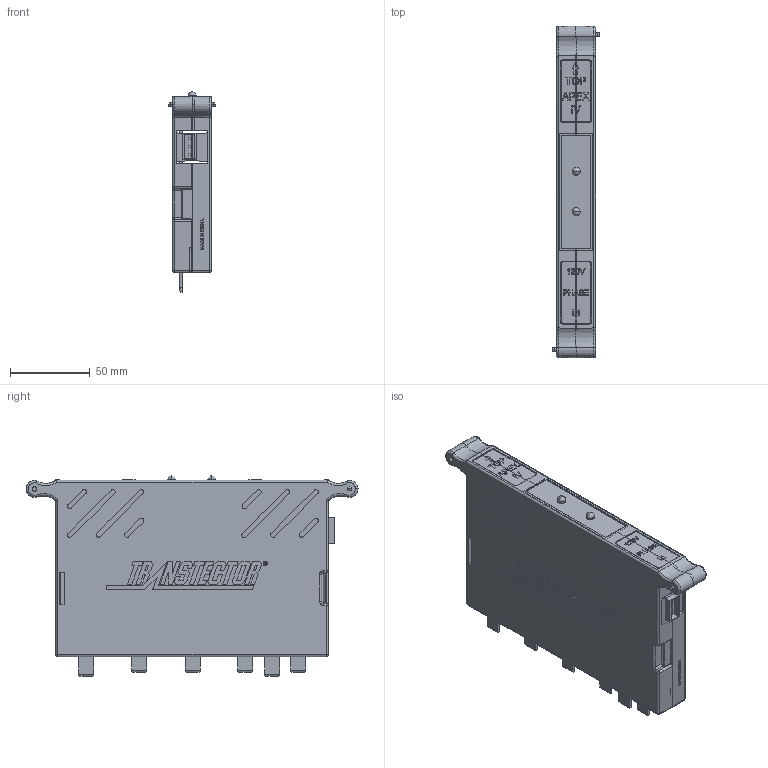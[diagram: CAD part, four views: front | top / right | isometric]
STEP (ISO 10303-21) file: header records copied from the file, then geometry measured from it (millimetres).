
FILE_DESCRIPTION (( 'STEP AP214' ), '1' );
FILE_NAME ('1000-783-41-E.STEP', '2019-01-03T17:04:36', ( '' ), ( '' ), 'SwSTEP 2.0', 'SolidWorks 2018', '' );
FILE_SCHEMA (( 'AUTOMOTIVE_DESIGN' ));
Length unit declared in the file: inch
Products named in the file (11): yelled; greenled; 2200-222; 2003-759-4; 2500-160; E001-024; 2001-123; ledassy; 1000-783-41-E; 2003-759
Assembly tree (11 placements, depth 3):
  1000-783-41-E
    2001-123  x2
    ledassy
      E001-024
      yelled
      greenled
    2200-222
      2200-222
      2500-160
    2003-759-4
    2003-759
Bounding box: 29.72 x 208.75 x 125.89 mm (x, y, z)
Volume: 148634.3 mm3; surface area: 146648.9 mm2
Topology: 9 solids, 9 shells, 1894 faces, 5137 edges, 3396 vertices
Faces by surface type: plane 1217, cylinder 384, bspline 133, cone 130, torus 18, sphere 12
Entity records: 51884 total; most frequent: CARTESIAN_POINT 13524, ORIENTED_EDGE 7132, DIRECTION 6476, EDGE_CURVE 3566, LINE 2480, VECTOR 2480, VERTEX_POINT 2360, AXIS2_PLACEMENT_3D 1998
